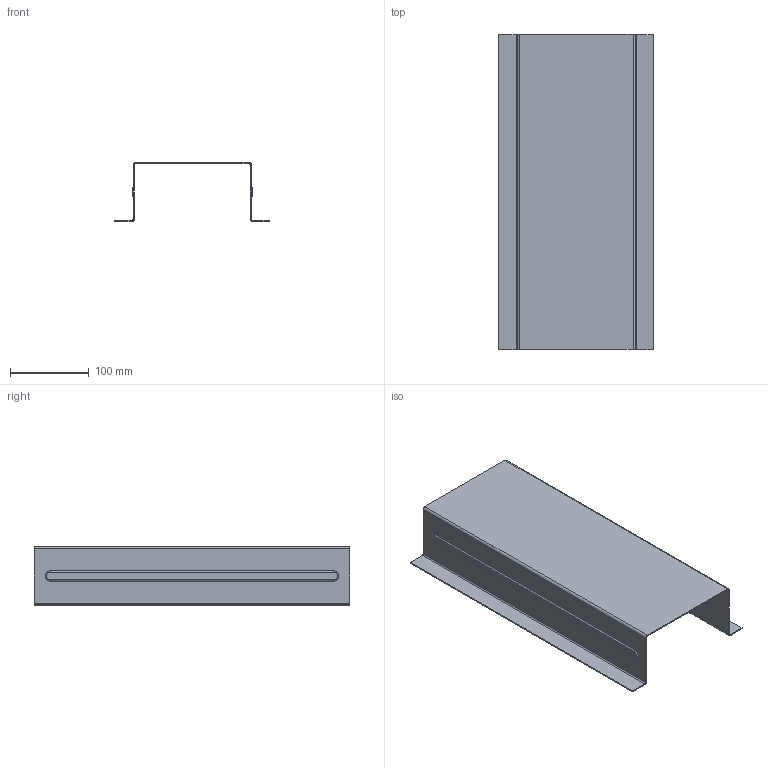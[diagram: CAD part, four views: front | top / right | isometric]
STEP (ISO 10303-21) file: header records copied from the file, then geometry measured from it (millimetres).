
FILE_DESCRIPTION(/* description */ ('STEP AP214'),/* implementation_level */ '2;1');
FILE_NAME(/* name */ '68cfc0f90f3fe40cb246bc3d',/* time_stamp */ '2025-09-21T09:10:17Z',/* author */ (''),/* organization */ (''),/* preprocessor_version */ 'ST-DEVELOPER v20',/* originating_system */ 'ONSHAPE BY PTC INC, 1.204',/* authorisation */ ' ');
FILE_SCHEMA (('AUTOMOTIVE_DESIGN {1 0 10303 214 3 1 1}'));
Length unit declared in the file: metre
Products named in the file (1): Part 1
Bounding box: 196.19 x 400 x 75 mm (x, y, z)
Volume: 215359.9 mm3; surface area: 274968.8 mm2
Topology: 1 solids, 1 shells, 48 faces, 100 edges, 56 vertices
Faces by surface type: plane 32, cylinder 12, torus 4
Entity records: 1270 total; most frequent: DIRECTION 230, CARTESIAN_POINT 205, ORIENTED_EDGE 200, EDGE_CURVE 100, AXIS2_PLACEMENT_3D 81, LINE 68, VECTOR 68, VERTEX_POINT 56
